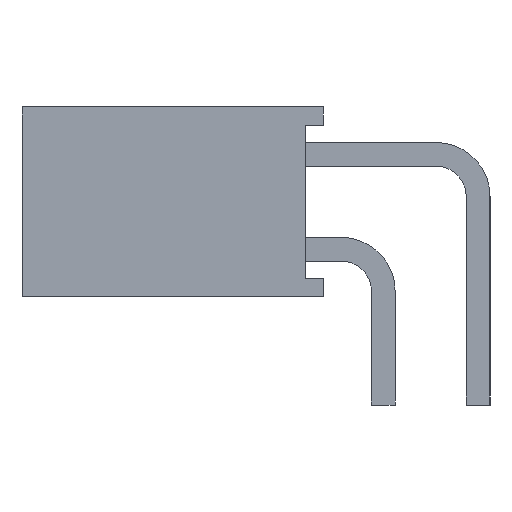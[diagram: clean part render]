
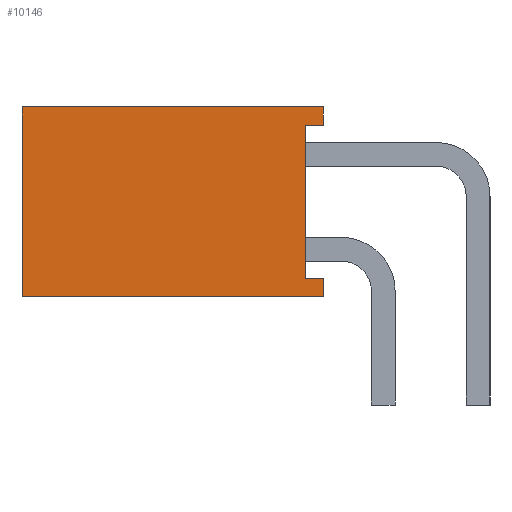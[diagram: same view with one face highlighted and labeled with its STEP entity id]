
A CAD part, left-side view. The second image highlights one B-rep face of the part: STEP entity #10146.
In plain terms, the highlighted planar face has unit normal (-1, 0, 0).
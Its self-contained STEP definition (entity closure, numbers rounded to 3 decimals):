
#7527=CARTESIAN_POINT('',(-13.15,2.651,3.619));
#7528=VERTEX_POINT('',#7527);
#7535=CARTESIAN_POINT('',(-13.15,2.651,0.381));
#7536=VERTEX_POINT('',#7535);
#7537=CARTESIAN_POINT('',(-13.15,2.651,0.381));
#7538=DIRECTION('',(0.0,0.0,1.0));
#7539=VECTOR('',#7538,3.238);
#7540=LINE('',#7537,#7539);
#7541=EDGE_CURVE('',#7536,#7528,#7540,.T.);
#9892=CARTESIAN_POINT('',(-13.15,2.27,0.381));
#9893=VERTEX_POINT('',#9892);
#9894=CARTESIAN_POINT('',(-13.15,2.27,0.381));
#9895=DIRECTION('',(0.0,1.0,0.0));
#9896=VECTOR('',#9895,0.381);
#9897=LINE('',#9894,#9896);
#9898=EDGE_CURVE('',#9893,#7536,#9897,.T.);
#9915=CARTESIAN_POINT('',(-13.15,2.27,3.619));
#9916=VERTEX_POINT('',#9915);
#9923=CARTESIAN_POINT('',(-13.15,2.651,3.619));
#9924=DIRECTION('',(0.0,-1.0,0.0));
#9925=VECTOR('',#9924,0.381);
#9926=LINE('',#9923,#9925);
#9927=EDGE_CURVE('',#7528,#9916,#9926,.T.);
#10066=CARTESIAN_POINT('',(-13.15,2.27,0.));
#10067=VERTEX_POINT('',#10066);
#10074=CARTESIAN_POINT('',(-13.15,8.62,0.));
#10075=VERTEX_POINT('',#10074);
#10076=CARTESIAN_POINT('',(-13.15,8.62,0.));
#10077=DIRECTION('',(0.0,-1.0,0.0));
#10078=VECTOR('',#10077,6.35);
#10079=LINE('',#10076,#10078);
#10080=EDGE_CURVE('',#10075,#10067,#10079,.T.);
#10107=CARTESIAN_POINT('',(-13.15,8.62,4.));
#10108=DIRECTION('',(-1.0,0.0,0.0));
#10109=DIRECTION('',(0.0,0.0,1.0));
#10110=AXIS2_PLACEMENT_3D('',#10107,#10108,#10109);
#10111=PLANE('',#10110);
#10112=ORIENTED_EDGE('',*,*,#9898,.T.);
#10113=ORIENTED_EDGE('',*,*,#7541,.T.);
#10114=ORIENTED_EDGE('',*,*,#9927,.T.);
#10115=CARTESIAN_POINT('',(-13.15,2.27,4.));
#10116=VERTEX_POINT('',#10115);
#10117=CARTESIAN_POINT('',(-13.15,2.27,4.));
#10118=DIRECTION('',(0.0,0.0,-1.0));
#10119=VECTOR('',#10118,0.381);
#10120=LINE('',#10117,#10119);
#10121=EDGE_CURVE('',#10116,#9916,#10120,.T.);
#10122=ORIENTED_EDGE('',*,*,#10121,.F.);
#10123=CARTESIAN_POINT('',(-13.15,8.62,4.));
#10124=VERTEX_POINT('',#10123);
#10125=CARTESIAN_POINT('',(-13.15,8.62,4.));
#10126=DIRECTION('',(0.0,-1.0,0.0));
#10127=VECTOR('',#10126,6.35);
#10128=LINE('',#10125,#10127);
#10129=EDGE_CURVE('',#10124,#10116,#10128,.T.);
#10130=ORIENTED_EDGE('',*,*,#10129,.F.);
#10131=CARTESIAN_POINT('',(-13.15,8.62,4.));
#10132=DIRECTION('',(0.0,0.0,-1.0));
#10133=VECTOR('',#10132,4.0);
#10134=LINE('',#10131,#10133);
#10135=EDGE_CURVE('',#10124,#10075,#10134,.T.);
#10136=ORIENTED_EDGE('',*,*,#10135,.T.);
#10137=ORIENTED_EDGE('',*,*,#10080,.T.);
#10138=CARTESIAN_POINT('',(-13.15,2.27,0.381));
#10139=DIRECTION('',(0.0,0.0,-1.0));
#10140=VECTOR('',#10139,0.381);
#10141=LINE('',#10138,#10140);
#10142=EDGE_CURVE('',#9893,#10067,#10141,.T.);
#10143=ORIENTED_EDGE('',*,*,#10142,.F.);
#10144=EDGE_LOOP('',(#10112,#10113,#10114,#10122,#10130,#10136,#10137,#10143));
#10145=FACE_OUTER_BOUND('',#10144,.T.);
#10146=ADVANCED_FACE('',(#10145),#10111,.T.);
